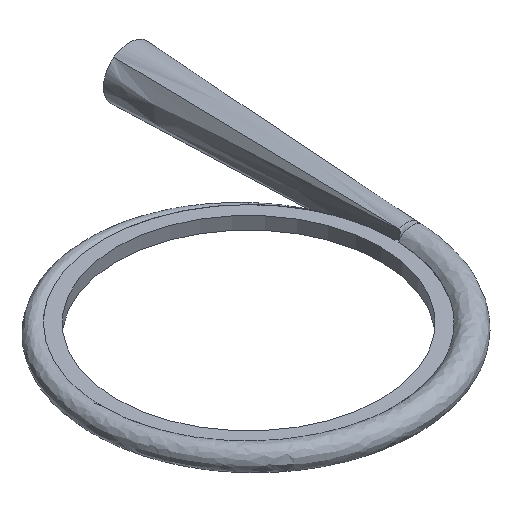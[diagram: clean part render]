
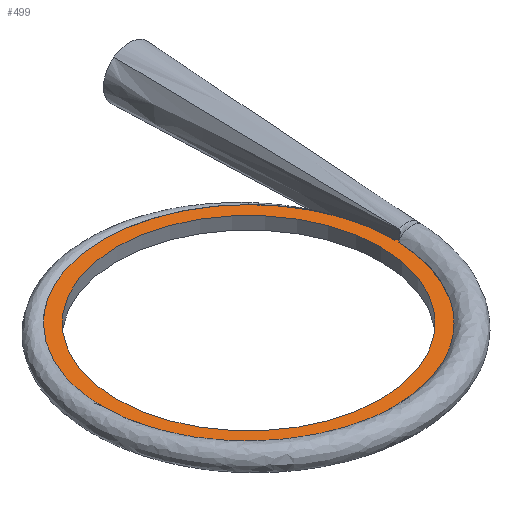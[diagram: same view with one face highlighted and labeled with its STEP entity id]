
A CAD part, isometric view. The second image highlights one B-rep face of the part: STEP entity #499.
In plain terms, the highlighted planar face has unit normal (0, 0, 1).
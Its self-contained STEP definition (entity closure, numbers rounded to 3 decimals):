
#19=FACE_BOUND('',#92,.T.);
#24=PLANE('',#557);
#66=FACE_OUTER_BOUND('',#91,.T.);
#91=EDGE_LOOP('',(#432,#433,#434,#435,#436,#437,#438,#439,#440,#441,#442,
#443,#444,#445,#446,#447,#448,#449));
#92=EDGE_LOOP('',(#450));
#98=CIRCLE('',#524,0.656);
#99=CIRCLE('',#526,3.);
#102=CIRCLE('',#532,35.968);
#104=CIRCLE('',#535,35.968);
#105=CIRCLE('',#536,35.968);
#106=CIRCLE('',#537,35.968);
#107=CIRCLE('',#538,35.968);
#117=CIRCLE('',#548,35.968);
#118=CIRCLE('',#549,35.968);
#119=CIRCLE('',#550,35.968);
#120=CIRCLE('',#551,35.968);
#123=CIRCLE('',#556,32.695);
#137=LINE('',#895,#153);
#153=VECTOR('',#607,10.);
#179=B_SPLINE_CURVE_WITH_KNOTS('',3,(#1718,#1719,#1720,#1721),
 .UNSPECIFIED.,.F.,.F.,(4,4),(0.881,0.916),
 .UNSPECIFIED.);
#180=B_SPLINE_CURVE_WITH_KNOTS('',3,(#1725,#1726,#1727,#1728,#1729),
 .UNSPECIFIED.,.F.,.F.,(4,1,4),(0.753,0.817,0.85),
 .UNSPECIFIED.);
#181=B_SPLINE_CURVE_WITH_KNOTS('',3,(#1733,#1734,#1735,#1736,#1737),
 .UNSPECIFIED.,.F.,.F.,(4,1,4),(0.621,0.687,0.728),
 .UNSPECIFIED.);
#182=B_SPLINE_CURVE_WITH_KNOTS('',3,(#1741,#1742,#1743,#1744,#1745),
 .UNSPECIFIED.,.F.,.F.,(4,1,4),(0.482,0.552,0.591),
 .UNSPECIFIED.);
#183=B_SPLINE_CURVE_WITH_KNOTS('',3,(#1748,#1749,#1750,#1751,#1752),
 .UNSPECIFIED.,.F.,.F.,(4,1,4),(0.336,0.409,0.448),
 .UNSPECIFIED.);
#184=B_SPLINE_CURVE_WITH_KNOTS('',3,(#1753,#1754,#1755,#1756,#1757,#1758),
 .UNSPECIFIED.,.F.,.F.,(4,1,1,4),(0.177,0.217,0.257,
0.294),.UNSPECIFIED.);
#195=VERTEX_POINT('',#778);
#200=VERTEX_POINT('',#809);
#201=VERTEX_POINT('',#811);
#204=VERTEX_POINT('',#820);
#207=VERTEX_POINT('',#897);
#209=VERTEX_POINT('',#971);
#210=VERTEX_POINT('',#972);
#211=VERTEX_POINT('',#1009);
#212=VERTEX_POINT('',#1032);
#213=VERTEX_POINT('',#1033);
#229=VERTEX_POINT('',#1717);
#230=VERTEX_POINT('',#1722);
#231=VERTEX_POINT('',#1724);
#232=VERTEX_POINT('',#1730);
#233=VERTEX_POINT('',#1732);
#234=VERTEX_POINT('',#1738);
#235=VERTEX_POINT('',#1740);
#236=VERTEX_POINT('',#1746);
#238=VERTEX_POINT('',#1764);
#256=EDGE_CURVE('',#200,#201,#98,.T.);
#261=EDGE_CURVE('',#201,#204,#99,.F.);
#267=EDGE_CURVE('',#204,#195,#137,.T.);
#269=EDGE_CURVE('',#200,#207,#102,.T.);
#273=EDGE_CURVE('',#209,#210,#104,.T.);
#275=EDGE_CURVE('',#211,#195,#105,.T.);
#277=EDGE_CURVE('',#212,#213,#106,.T.);
#279=EDGE_CURVE('',#207,#209,#107,.T.);
#302=EDGE_CURVE('',#229,#211,#179,.T.);
#303=EDGE_CURVE('',#230,#229,#117,.T.);
#304=EDGE_CURVE('',#231,#230,#180,.T.);
#305=EDGE_CURVE('',#232,#231,#118,.T.);
#306=EDGE_CURVE('',#233,#232,#181,.T.);
#307=EDGE_CURVE('',#234,#233,#119,.T.);
#308=EDGE_CURVE('',#235,#234,#182,.T.);
#309=EDGE_CURVE('',#236,#235,#120,.T.);
#310=EDGE_CURVE('',#213,#236,#183,.T.);
#311=EDGE_CURVE('',#210,#212,#184,.T.);
#315=EDGE_CURVE('',#238,#238,#123,.T.);
#432=ORIENTED_EDGE('',*,*,#269,.T.);
#433=ORIENTED_EDGE('',*,*,#279,.T.);
#434=ORIENTED_EDGE('',*,*,#273,.T.);
#435=ORIENTED_EDGE('',*,*,#311,.T.);
#436=ORIENTED_EDGE('',*,*,#277,.T.);
#437=ORIENTED_EDGE('',*,*,#310,.T.);
#438=ORIENTED_EDGE('',*,*,#309,.T.);
#439=ORIENTED_EDGE('',*,*,#308,.T.);
#440=ORIENTED_EDGE('',*,*,#307,.T.);
#441=ORIENTED_EDGE('',*,*,#306,.T.);
#442=ORIENTED_EDGE('',*,*,#305,.T.);
#443=ORIENTED_EDGE('',*,*,#304,.T.);
#444=ORIENTED_EDGE('',*,*,#303,.T.);
#445=ORIENTED_EDGE('',*,*,#302,.T.);
#446=ORIENTED_EDGE('',*,*,#275,.T.);
#447=ORIENTED_EDGE('',*,*,#267,.F.);
#448=ORIENTED_EDGE('',*,*,#261,.F.);
#449=ORIENTED_EDGE('',*,*,#256,.F.);
#450=ORIENTED_EDGE('',*,*,#315,.T.);
#499=ADVANCED_FACE('',(#66,#19),#24,.T.);
#524=AXIS2_PLACEMENT_3D('',#812,#586,#587);
#526=AXIS2_PLACEMENT_3D('',#821,#594,#595);
#532=AXIS2_PLACEMENT_3D('',#902,#610,#611);
#535=AXIS2_PLACEMENT_3D('',#973,#617,#618);
#536=AXIS2_PLACEMENT_3D('',#1010,#619,#620);
#537=AXIS2_PLACEMENT_3D('',#1034,#621,#622);
#538=AXIS2_PLACEMENT_3D('',#1080,#623,#624);
#548=AXIS2_PLACEMENT_3D('',#1723,#643,#644);
#549=AXIS2_PLACEMENT_3D('',#1731,#645,#646);
#550=AXIS2_PLACEMENT_3D('',#1739,#647,#648);
#551=AXIS2_PLACEMENT_3D('',#1747,#649,#650);
#556=AXIS2_PLACEMENT_3D('',#1766,#660,#661);
#557=AXIS2_PLACEMENT_3D('',#1767,#662,#663);
#586=DIRECTION('center_axis',(0.,0.,
1.));
#587=DIRECTION('ref_axis',(-1.,0.016,0.));
#594=DIRECTION('center_axis',(0.,0.,
-1.));
#595=DIRECTION('ref_axis',(-0.521,0.853,0.));
#607=DIRECTION('',(-0.748,-0.664,0.));
#610=DIRECTION('center_axis',(0.,0.,
1.));
#611=DIRECTION('ref_axis',(-1.,0.,0.));
#617=DIRECTION('center_axis',(0.,0.,
1.));
#618=DIRECTION('ref_axis',(-1.,0.,0.));
#619=DIRECTION('center_axis',(0.,0.,
1.));
#620=DIRECTION('ref_axis',(-1.,0.,0.));
#621=DIRECTION('center_axis',(0.,0.,
1.));
#622=DIRECTION('ref_axis',(-1.,0.,0.));
#623=DIRECTION('center_axis',(0.,0.,
1.));
#624=DIRECTION('ref_axis',(-1.,0.,0.));
#643=DIRECTION('center_axis',(0.,0.,
1.));
#644=DIRECTION('ref_axis',(-1.,0.,0.));
#645=DIRECTION('center_axis',(0.,0.,
1.));
#646=DIRECTION('ref_axis',(-1.,0.,0.));
#647=DIRECTION('center_axis',(0.,0.,
1.));
#648=DIRECTION('ref_axis',(-1.,0.,0.));
#649=DIRECTION('center_axis',(0.,0.,
1.));
#650=DIRECTION('ref_axis',(-1.,0.,0.));
#660=DIRECTION('center_axis',(0.,0.,
-1.));
#661=DIRECTION('ref_axis',(-1.,0.,0.));
#662=DIRECTION('center_axis',(0.,0.,
1.));
#663=DIRECTION('ref_axis',(-1.,0.,0.));
#778=CARTESIAN_POINT('',(35.948,-1.181,-6.279));
#809=CARTESIAN_POINT('',(35.968,-0.02,-6.279));
#811=CARTESIAN_POINT('',(36.861,-0.622,-6.279));
#812=CARTESIAN_POINT('Origin',(36.624,-0.01,-6.279));
#820=CARTESIAN_POINT('',(35.957,-1.174,-6.279));
#821=CARTESIAN_POINT('Origin',(37.948,-3.418,-6.279));
#895=CARTESIAN_POINT('',(36.175,-0.981,-6.279));
#897=CARTESIAN_POINT('',(35.967,0.246,-6.279));
#902=CARTESIAN_POINT('Origin',(0.,0.,
-6.279));
#971=CARTESIAN_POINT('',(25.433,25.433,-6.279));
#972=CARTESIAN_POINT('',(0.,35.968,-6.279));
#973=CARTESIAN_POINT('Origin',(0.,0.,
-6.279));
#1009=CARTESIAN_POINT('',(30.363,-19.282,-6.279));
#1010=CARTESIAN_POINT('Origin',(0.,0.,
-6.279));
#1032=CARTESIAN_POINT('',(-19.412,30.28,-6.279));
#1033=CARTESIAN_POINT('',(-25.433,25.433,-6.279));
#1034=CARTESIAN_POINT('Origin',(0.,0.,
-6.279));
#1080=CARTESIAN_POINT('Origin',(0.,0.,
-6.279));
#1717=CARTESIAN_POINT('',(25.433,-25.433,-6.279));
#1718=CARTESIAN_POINT('Ctrl Pts',(25.433,-25.435,-6.279));
#1719=CARTESIAN_POINT('Ctrl Pts',(27.287,-23.581,-6.279));
#1720=CARTESIAN_POINT('Ctrl Pts',(28.944,-21.513,-6.279));
#1721=CARTESIAN_POINT('Ctrl Pts',(30.362,-19.281,-6.279));
#1722=CARTESIAN_POINT('',(20.063,-29.852,-6.279));
#1723=CARTESIAN_POINT('Origin',(0.,0.,
-6.279));
#1724=CARTESIAN_POINT('',(0.,-35.968,-6.279));
#1725=CARTESIAN_POINT('Ctrl Pts',(-0.001,-35.969,
-6.279));
#1726=CARTESIAN_POINT('Ctrl Pts',(4.63,-35.969,-6.279));
#1727=CARTESIAN_POINT('Ctrl Pts',(11.701,-34.597,-6.279));
#1728=CARTESIAN_POINT('Ctrl Pts',(18.042,-31.209,-6.279));
#1729=CARTESIAN_POINT('Ctrl Pts',(20.062,-29.851,-6.279));
#1730=CARTESIAN_POINT('',(-5.44,-35.554,-6.279));
#1731=CARTESIAN_POINT('Origin',(0.,0.,
-6.279));
#1732=CARTESIAN_POINT('',(-25.433,-25.433,-6.279));
#1733=CARTESIAN_POINT('Ctrl Pts',(-25.434,-25.434,-6.279));
#1734=CARTESIAN_POINT('Ctrl Pts',(-22.173,-28.695,-6.279));
#1735=CARTESIAN_POINT('Ctrl Pts',(-15.798,-33.008,-6.279));
#1736=CARTESIAN_POINT('Ctrl Pts',(-8.356,-35.105,-6.279));
#1737=CARTESIAN_POINT('Ctrl Pts',(-5.44,-35.553,-6.279));
#1738=CARTESIAN_POINT('',(-29.362,-20.775,-6.279));
#1739=CARTESIAN_POINT('Origin',(0.,0.,
-6.279));
#1740=CARTESIAN_POINT('',(-35.968,0.,-6.279));
#1741=CARTESIAN_POINT('Ctrl Pts',(-35.969,0.001,
-6.279));
#1742=CARTESIAN_POINT('Ctrl Pts',(-35.969,-4.587,-6.279));
#1743=CARTESIAN_POINT('Ctrl Pts',(-34.565,-11.926,-6.279));
#1744=CARTESIAN_POINT('Ctrl Pts',(-30.948,-18.528,-6.279));
#1745=CARTESIAN_POINT('Ctrl Pts',(-29.36,-20.774,-6.279));
#1746=CARTESIAN_POINT('',(-35.342,6.68,-6.279));
#1747=CARTESIAN_POINT('Origin',(0.,0.,
-6.279));
#1748=CARTESIAN_POINT('Ctrl Pts',(-25.433,25.434,-6.279));
#1749=CARTESIAN_POINT('Ctrl Pts',(-28.648,22.215,-6.279));
#1750=CARTESIAN_POINT('Ctrl Pts',(-32.736,16.23,-6.279));
#1751=CARTESIAN_POINT('Ctrl Pts',(-34.863,9.202,-6.279));
#1752=CARTESIAN_POINT('Ctrl Pts',(-35.34,6.679,-6.279));
#1753=CARTESIAN_POINT('Ctrl Pts',(0.,35.968,
-6.279));
#1754=CARTESIAN_POINT('Ctrl Pts',(-2.239,35.967,-6.279));
#1755=CARTESIAN_POINT('Ctrl Pts',(-6.78,35.544,-6.279));
#1756=CARTESIAN_POINT('Ctrl Pts',(-13.381,33.619,-6.279));
#1757=CARTESIAN_POINT('Ctrl Pts',(-17.509,31.499,-6.279));
#1758=CARTESIAN_POINT('Ctrl Pts',(-19.412,30.28,-6.279));
#1764=CARTESIAN_POINT('',(32.695,0.,-6.279));
#1766=CARTESIAN_POINT('Origin',(0.,0.,
-6.279));
#1767=CARTESIAN_POINT('Origin',(0.,0.,
-6.279));
